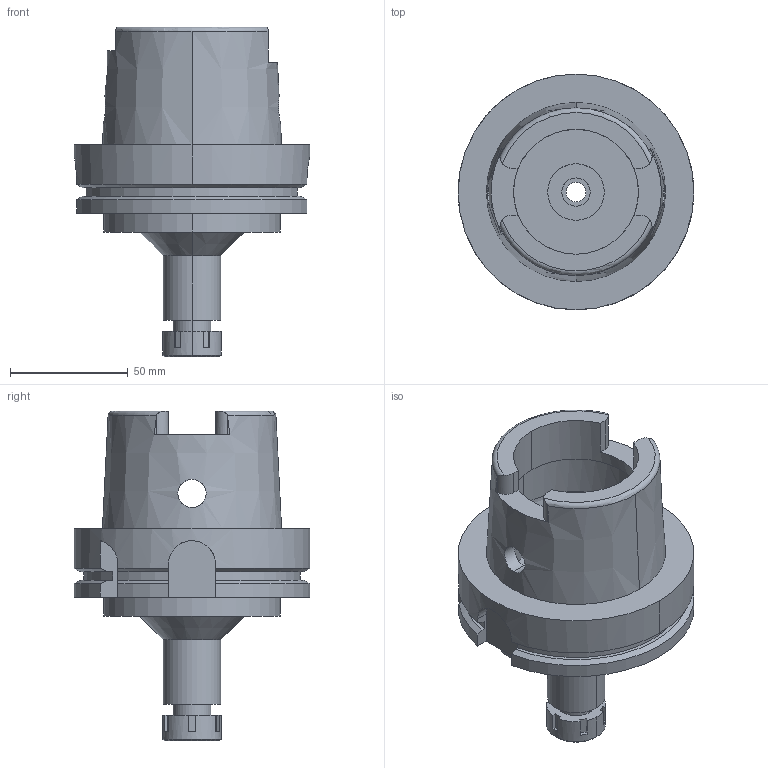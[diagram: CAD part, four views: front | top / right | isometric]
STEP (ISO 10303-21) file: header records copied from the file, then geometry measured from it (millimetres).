
FILE_DESCRIPTION (( 'STEP AP203' ), '1' );
FILE_NAME ('HSK-A100-NBS8-90.stp', '2019-09-13T16:21:34', ( '' ), ( '' ), 'SwSTEP 2.0', 'SolidWorks 2019', '' );
FILE_SCHEMA (( 'CONFIG_CONTROL_DESIGN' ));
Length unit declared in the file: millimetre
Products named in the file (7): DXF_TEMP_ASSY_ASM_4_ASM.stp; NBN8_1.stp; HSK-A100-NBS8-90; HSK-A100-NBS8-90_1.stp; HSK-A100-NBS8-90-FreeParts; HSK-A100-NBS8-90.stp; HA100NB08090-080_ASM.stp
Assembly tree (5 placements, depth 5):
  HSK-A100-NBS8-90
    HSK-A100-NBS8-90.stp
      HA100NB08090-080_ASM.stp
        DXF_TEMP_ASSY_ASM_4_ASM.stp
          HSK-A100-NBS8-90_1.stp
          NBN8_1.stp
  HSK-A100-NBS8-90-FreeParts
Bounding box: 100 x 100 x 140 mm (x, y, z)
Volume: 312840.1 mm3; surface area: 58751.4 mm2
Topology: 2 solids, 2 shells, 138 faces, 361 edges, 236 vertices
Faces by surface type: plane 66, cylinder 50, cone 18, torus 4
Entity records: 6124 total; most frequent: CARTESIAN_POINT 1947, DIRECTION 756, ORIENTED_EDGE 722, EDGE_CURVE 361, AXIS2_PLACEMENT_3D 287, VERTEX_POINT 236, LINE 182, VECTOR 182
